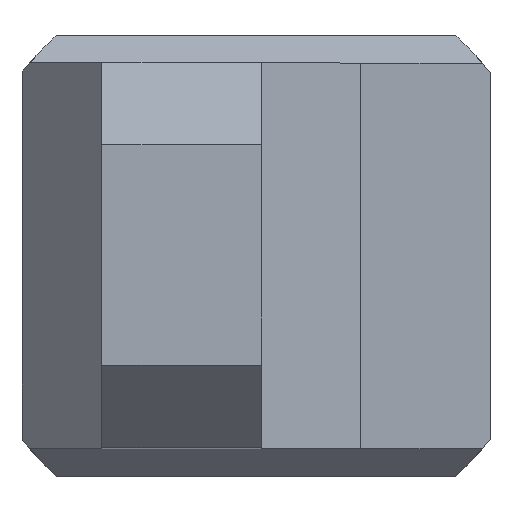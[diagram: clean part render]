
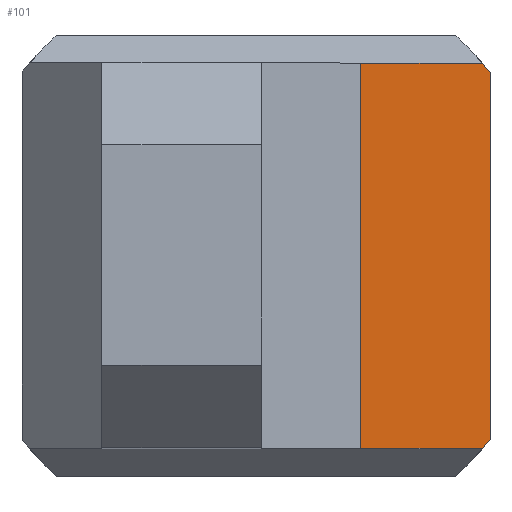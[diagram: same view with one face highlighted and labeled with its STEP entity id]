
A CAD part, top view. The second image highlights one B-rep face of the part: STEP entity #101.
In plain terms, the highlighted planar face has unit normal (0, 0, 1).
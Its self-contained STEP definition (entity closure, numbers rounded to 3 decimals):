
#60=CIRCLE('',#676,54.);
#65=CIRCLE('',#688,54.);
#101=ADVANCED_FACE('',(#157),#128,.F.);
#128=PLANE('',#713);
#157=FACE_OUTER_BOUND('',#196,.T.);
#196=EDGE_LOOP('',(#483,#484,#485,#486,#487,#488));
#244=LINE('',#1039,#305);
#253=LINE('',#1053,#314);
#257=LINE('',#1063,#318);
#259=LINE('',#1070,#320);
#305=VECTOR('',#850,1.);
#314=VECTOR('',#861,1.);
#318=VECTOR('',#877,1.);
#320=VECTOR('',#887,1.);
#483=ORIENTED_EDGE('',*,*,#633,.F.);
#484=ORIENTED_EDGE('',*,*,#626,.F.);
#485=ORIENTED_EDGE('',*,*,#574,.T.);
#486=ORIENTED_EDGE('',*,*,#630,.F.);
#487=ORIENTED_EDGE('',*,*,#593,.T.);
#488=ORIENTED_EDGE('',*,*,#617,.F.);
#512=VERTEX_POINT('',#954);
#513=VERTEX_POINT('',#955);
#528=VERTEX_POINT('',#993);
#529=VERTEX_POINT('',#994);
#543=VERTEX_POINT('',#1038);
#545=VERTEX_POINT('',#1046);
#574=EDGE_CURVE('',#512,#513,#60,.T.);
#593=EDGE_CURVE('',#528,#529,#65,.T.);
#617=EDGE_CURVE('',#543,#529,#244,.T.);
#626=EDGE_CURVE('',#512,#545,#253,.T.);
#630=EDGE_CURVE('',#528,#513,#257,.T.);
#633=EDGE_CURVE('',#545,#543,#259,.T.);
#676=AXIS2_PLACEMENT_3D('',#953,#771,#772);
#688=AXIS2_PLACEMENT_3D('',#992,#806,#807);
#713=AXIS2_PLACEMENT_3D('',#1072,#890,#891);
#771=DIRECTION('',(0.,0.,1.));
#772=DIRECTION('',(0.,1.,0.));
#806=DIRECTION('',(0.,0.,1.));
#807=DIRECTION('',(0.,1.,0.));
#850=DIRECTION('',(1.,0.,0.));
#861=DIRECTION('',(-1.,0.,0.));
#877=DIRECTION('',(0.,-1.,0.));
#887=DIRECTION('',(0.,1.,0.));
#890=DIRECTION('',(0.,0.,-1.));
#891=DIRECTION('',(0.,1.,0.));
#953=CARTESIAN_POINT('',(0.,0.,37.));
#954=CARTESIAN_POINT('',(41.122,-35.,37.));
#955=CARTESIAN_POINT('',(42.5,-33.313,37.));
#992=CARTESIAN_POINT('',(0.,0.,37.));
#993=CARTESIAN_POINT('',(42.5,33.313,37.));
#994=CARTESIAN_POINT('',(41.122,35.,37.));
#1038=CARTESIAN_POINT('',(19.,35.,37.));
#1039=CARTESIAN_POINT('',(-52.5,35.,37.));
#1046=CARTESIAN_POINT('',(19.,-35.,37.));
#1053=CARTESIAN_POINT('',(52.5,-35.,37.));
#1063=CARTESIAN_POINT('',(42.5,45.,37.));
#1070=CARTESIAN_POINT('',(19.,-50.,37.));
#1072=CARTESIAN_POINT('',(51.,-50.,37.));
